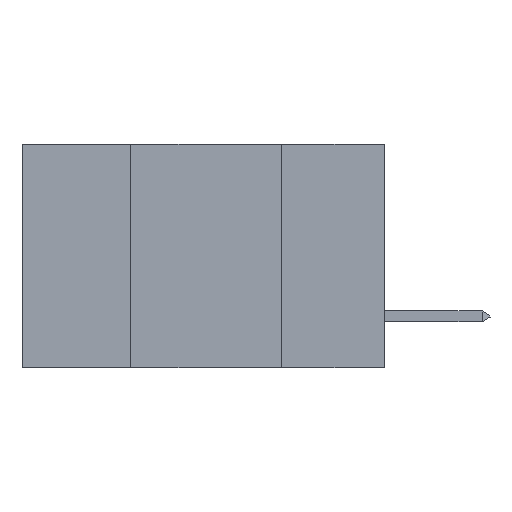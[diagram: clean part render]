
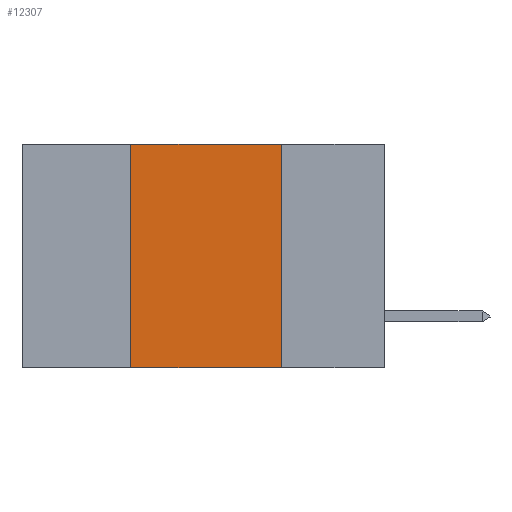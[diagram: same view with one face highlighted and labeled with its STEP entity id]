
A CAD part, left-side view. The second image highlights one B-rep face of the part: STEP entity #12307.
In plain terms, the highlighted planar face has unit normal (-1, 0, 0).
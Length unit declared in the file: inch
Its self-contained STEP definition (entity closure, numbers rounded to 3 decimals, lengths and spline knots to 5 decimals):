
#365 = VECTOR ( 'NONE', #11526, 39.37008 ) ;
#818 = VECTOR ( 'NONE', #4950, 39.37008 ) ;
#1164 = DIRECTION ( 'NONE',  ( 1., 0., 0. ) ) ;
#1463 = EDGE_CURVE ( 'NONE', #4733, #12948, #6333, .T. ) ;
#1766 = CARTESIAN_POINT ( 'NONE',  ( 0., 0.42, 0. ) ) ;
#3074 = PLANE ( 'NONE',  #11923 ) ;
#4733 = VERTEX_POINT ( 'NONE', #10707 ) ;
#4950 = DIRECTION ( 'NONE',  ( 0., -1., 0. ) ) ;
#5558 = CARTESIAN_POINT ( 'NONE',  ( 0., 0.17, -0.37 ) ) ;
#5588 = LINE ( 'NONE', #9665, #818 ) ;
#5627 = CARTESIAN_POINT ( 'NONE',  ( 0., 0.42, -0.37 ) ) ;
#5668 = VERTEX_POINT ( 'NONE', #5627 ) ;
#6124 = EDGE_LOOP ( 'NONE', ( #11930, #14824, #7503, #13688 ) ) ;
#6333 = LINE ( 'NONE', #9029, #14699 ) ;
#6729 = VERTEX_POINT ( 'NONE', #1766 ) ;
#7493 = VECTOR ( 'NONE', #14146, 39.37008 ) ;
#7503 = ORIENTED_EDGE ( 'NONE', *, *, #11825, .F. ) ;
#7556 = LINE ( 'NONE', #12643, #365 ) ;
#8927 = DIRECTION ( 'NONE',  ( 0., 0., -1. ) ) ;
#9029 = CARTESIAN_POINT ( 'NONE',  ( 0., 0.17, 0. ) ) ;
#9266 = CARTESIAN_POINT ( 'NONE',  ( 0., 0.6, 0. ) ) ;
#9665 = CARTESIAN_POINT ( 'NONE',  ( 0., 0.6, -0.37 ) ) ;
#9769 = EDGE_CURVE ( 'NONE', #5668, #12948, #5588, .T. ) ;
#10213 = EDGE_CURVE ( 'NONE', #6729, #4733, #7556, .T. ) ;
#10707 = CARTESIAN_POINT ( 'NONE',  ( 0., 0.17, 0. ) ) ;
#11105 = FACE_OUTER_BOUND ( 'NONE', #6124, .T. ) ;
#11526 = DIRECTION ( 'NONE',  ( 0., -1., 0. ) ) ;
#11825 = EDGE_CURVE ( 'NONE', #5668, #6729, #13124, .T. ) ;
#11923 = AXIS2_PLACEMENT_3D ( 'NONE', #9266, #1164, #15051 ) ;
#11930 = ORIENTED_EDGE ( 'NONE', *, *, #1463, .F. ) ;
#12307 = ADVANCED_FACE ( 'NONE', ( #11105 ), #3074, .F. ) ;
#12643 = CARTESIAN_POINT ( 'NONE',  ( 0., 0.6, 0. ) ) ;
#12948 = VERTEX_POINT ( 'NONE', #5558 ) ;
#13124 = LINE ( 'NONE', #14094, #7493 ) ;
#13688 = ORIENTED_EDGE ( 'NONE', *, *, #9769, .T. ) ;
#14094 = CARTESIAN_POINT ( 'NONE',  ( 0., 0.42, 0. ) ) ;
#14146 = DIRECTION ( 'NONE',  ( 0., 0., 1. ) ) ;
#14699 = VECTOR ( 'NONE', #8927, 39.37008 ) ;
#14824 = ORIENTED_EDGE ( 'NONE', *, *, #10213, .F. ) ;
#15051 = DIRECTION ( 'NONE',  ( 0., 0., -1. ) ) ;
